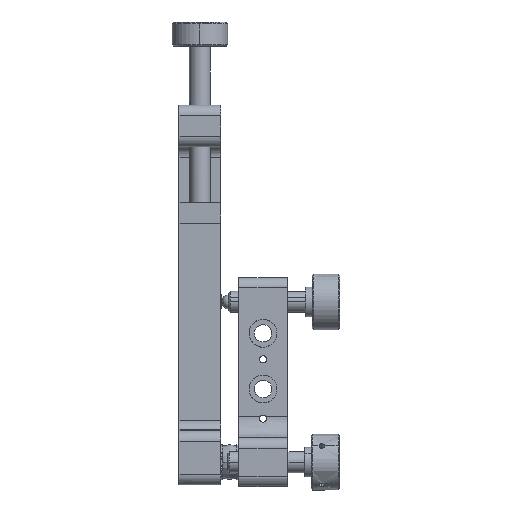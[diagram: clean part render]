
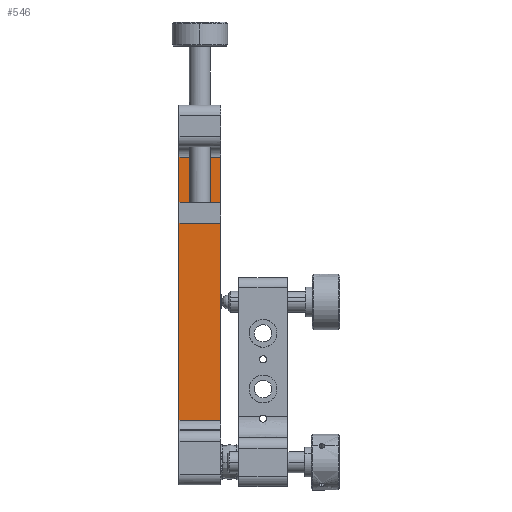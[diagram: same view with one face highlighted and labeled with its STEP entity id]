
A CAD part, left-side view. The second image highlights one B-rep face of the part: STEP entity #546.
In plain terms, the highlighted free-form (B-spline) face has degree [1, 1] with [2, 2] control points.
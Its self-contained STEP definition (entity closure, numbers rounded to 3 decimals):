
#546=ADVANCED_FACE('',(#1276),#26397,.T.);
#1276=FACE_OUTER_BOUND('',#2058,.T.);
#2058=EDGE_LOOP('',(#3411,#3412,#3413,#3414));
#3411=ORIENTED_EDGE('',*,*,#18574,.F.);
#3412=ORIENTED_EDGE('',*,*,#18609,.F.);
#3413=ORIENTED_EDGE('',*,*,#18528,.F.);
#3414=ORIENTED_EDGE('',*,*,#18498,.F.);
#7148=(
BOUNDED_CURVE()
B_SPLINE_CURVE(1,(#32498,#32499),.UNSPECIFIED.,.F.,.F.)
B_SPLINE_CURVE_WITH_KNOTS((2,2),(0.,12.),.UNSPECIFIED.)
CURVE()
GEOMETRIC_REPRESENTATION_ITEM()
RATIONAL_B_SPLINE_CURVE((1.,1.))
REPRESENTATION_ITEM('')
);
#7288=(
BOUNDED_CURVE()
B_SPLINE_CURVE(1,(#33241,#33242),.UNSPECIFIED.,.F.,.F.)
B_SPLINE_CURVE_WITH_KNOTS((2,2),(0.,12.),.UNSPECIFIED.)
CURVE()
GEOMETRIC_REPRESENTATION_ITEM()
RATIONAL_B_SPLINE_CURVE((1.,1.))
REPRESENTATION_ITEM('')
);
#8639=PCURVE('',#26883,#12679);
#8675=PCURVE('',#26394,#12715);
#8730=PCURVE('',#26396,#12770);
#8769=PCURVE('',#26886,#12809);
#8773=PCURVE('',#26397,#12813);
#8774=PCURVE('',#26397,#12814);
#8775=PCURVE('',#26397,#12815);
#8776=PCURVE('',#26397,#12816);
#12679=DEFINITIONAL_REPRESENTATION('',(#20699),#53334);
#12715=DEFINITIONAL_REPRESENTATION('',(#20733),#53334);
#12770=DEFINITIONAL_REPRESENTATION('',(#20779),#53334);
#12809=DEFINITIONAL_REPRESENTATION('',(#20800),#53334);
#12813=DEFINITIONAL_REPRESENTATION('',(#20804),#53334);
#12814=DEFINITIONAL_REPRESENTATION('',(#20805),#53334);
#12815=DEFINITIONAL_REPRESENTATION('',(#20806),#53334);
#12816=DEFINITIONAL_REPRESENTATION('',(#20807),#53334);
#16466=SURFACE_CURVE('',#7148,(#8639,#8776),.PCURVE_S1.);
#16496=SURFACE_CURVE('',#20732,(#8675,#8775),.PCURVE_S1.);
#16542=SURFACE_CURVE('',#20778,(#8730,#8773),.PCURVE_S1.);
#16577=SURFACE_CURVE('',#7288,(#8769,#8774),.PCURVE_S1.);
#18498=EDGE_CURVE('',#25207,#25208,#16466,.T.);
#18528=EDGE_CURVE('',#25208,#25232,#16496,.T.);
#18574=EDGE_CURVE('',#25272,#25207,#16542,.T.);
#18609=EDGE_CURVE('',#25232,#25272,#16577,.T.);
#20699=B_SPLINE_CURVE_WITH_KNOTS('',1,(#32500,#32501),.UNSPECIFIED.,.F.,
 .F.,(2,2),(0.,12.),.UNSPECIFIED.);
#20732=B_SPLINE_CURVE_WITH_KNOTS('',1,(#32678,#32679),.UNSPECIFIED.,.F.,
 .F.,(2,2),(0.,75.5),.UNSPECIFIED.);
#20733=B_SPLINE_CURVE_WITH_KNOTS('',1,(#32680,#32681),.UNSPECIFIED.,.F.,
 .F.,(2,2),(0.,75.5),.UNSPECIFIED.);
#20778=B_SPLINE_CURVE_WITH_KNOTS('',1,(#32993,#32994),.UNSPECIFIED.,.F.,
 .F.,(2,2),(0.,75.5),.UNSPECIFIED.);
#20779=B_SPLINE_CURVE_WITH_KNOTS('',1,(#32995,#32996),.UNSPECIFIED.,.F.,
 .F.,(2,2),(0.,75.5),.UNSPECIFIED.);
#20800=B_SPLINE_CURVE_WITH_KNOTS('',1,(#33243,#33244),.UNSPECIFIED.,.F.,
 .F.,(2,2),(0.,12.),.UNSPECIFIED.);
#20804=B_SPLINE_CURVE_WITH_KNOTS('',1,(#33251,#33252),.UNSPECIFIED.,.F.,
 .F.,(2,2),(0.,75.5),.UNSPECIFIED.);
#20805=B_SPLINE_CURVE_WITH_KNOTS('',1,(#33253,#33254),.UNSPECIFIED.,.F.,
 .F.,(2,2),(0.,12.),.UNSPECIFIED.);
#20806=B_SPLINE_CURVE_WITH_KNOTS('',1,(#33255,#33256),.UNSPECIFIED.,.F.,
 .F.,(2,2),(0.,75.5),.UNSPECIFIED.);
#20807=B_SPLINE_CURVE_WITH_KNOTS('',1,(#33257,#33258),.UNSPECIFIED.,.F.,
 .F.,(2,2),(0.,12.),.UNSPECIFIED.);
#25207=VERTEX_POINT('',#32145);
#25208=VERTEX_POINT('',#32146);
#25232=VERTEX_POINT('',#32170);
#25272=VERTEX_POINT('',#32210);
#26394=B_SPLINE_SURFACE_WITH_KNOTS('',1,1,((#31302,#31303),(#31304,#31305)),
 .UNSPECIFIED.,.F.,.F.,.F.,(2,2),(2,2),(0.,131.04),(0.,
87.84),.UNSPECIFIED.);
#26396=B_SPLINE_SURFACE_WITH_KNOTS('',1,1,((#31328,#31329),(#31330,#31331)),
 .UNSPECIFIED.,.F.,.F.,.F.,(2,2),(2,2),(-131.04,0.),(0.,
87.84),.UNSPECIFIED.);
#26397=B_SPLINE_SURFACE_WITH_KNOTS('',1,1,((#31350,#31351),(#31352,#31353)),
 .UNSPECIFIED.,.F.,.F.,.F.,(2,2),(2,2),(-14.64,0.),(-90.84,
0.),.UNSPECIFIED.);
#26883=(
BOUNDED_SURFACE()
B_SPLINE_SURFACE(1,2,((#31258,#31259,#31260,#31261,#31262,#31263,#31264,
#31265,#31266),(#31267,#31268,#31269,#31270,#31271,#31272,#31273,#31274,
#31275)),.UNSPECIFIED.,.F.,.F.,.F.)
B_SPLINE_SURFACE_WITH_KNOTS((2,2),(3,2,2,2,3),(0.,14.64),(0.,1.571,
3.142,4.712,6.283),.UNSPECIFIED.)
GEOMETRIC_REPRESENTATION_ITEM()
RATIONAL_B_SPLINE_SURFACE(((1.,0.707,1.,0.707,1.,
0.707,1.,0.707,1.),(1.,0.707,1.,0.707,
1.,0.707,1.,0.707,1.)))
REPRESENTATION_ITEM('')
SURFACE()
);
#26886=(
BOUNDED_SURFACE()
B_SPLINE_SURFACE(1,2,((#31332,#31333,#31334,#31335,#31336,#31337,#31338,
#31339,#31340),(#31341,#31342,#31343,#31344,#31345,#31346,#31347,#31348,
#31349)),.UNSPECIFIED.,.F.,.F.,.F.)
B_SPLINE_SURFACE_WITH_KNOTS((2,2),(3,2,2,2,3),(0.,14.64),(0.,1.571,
3.142,4.712,6.283),.UNSPECIFIED.)
GEOMETRIC_REPRESENTATION_ITEM()
RATIONAL_B_SPLINE_SURFACE(((1.,0.707,1.,0.707,1.,
0.707,1.,0.707,1.),(1.,0.707,1.,0.707,
1.,0.707,1.,0.707,1.)))
REPRESENTATION_ITEM('')
SURFACE()
);
#31258=CARTESIAN_POINT('',(2.385,-59.34,-16.901));
#31259=CARTESIAN_POINT('',(2.385,-59.34,-13.901));
#31260=CARTESIAN_POINT('',(5.385,-59.34,-13.901));
#31261=CARTESIAN_POINT('',(8.385,-59.34,-13.901));
#31262=CARTESIAN_POINT('',(8.385,-59.34,-16.901));
#31263=CARTESIAN_POINT('',(8.385,-59.34,-19.901));
#31264=CARTESIAN_POINT('',(5.385,-59.34,-19.901));
#31265=CARTESIAN_POINT('',(2.385,-59.34,-19.901));
#31266=CARTESIAN_POINT('',(2.385,-59.34,-16.901));
#31267=CARTESIAN_POINT('',(2.385,-44.7,-16.901));
#31268=CARTESIAN_POINT('',(2.385,-44.7,-13.901));
#31269=CARTESIAN_POINT('',(5.385,-44.7,-13.901));
#31270=CARTESIAN_POINT('',(8.385,-44.7,-13.901));
#31271=CARTESIAN_POINT('',(8.385,-44.7,-16.901));
#31272=CARTESIAN_POINT('',(8.385,-44.7,-19.901));
#31273=CARTESIAN_POINT('',(5.385,-44.7,-19.901));
#31274=CARTESIAN_POINT('',(2.385,-44.7,-19.901));
#31275=CARTESIAN_POINT('',(2.385,-44.7,-16.901));
#31302=CARTESIAN_POINT('',(-58.535,-58.02,12.619));
#31303=CARTESIAN_POINT('',(29.305,-58.02,12.619));
#31304=CARTESIAN_POINT('',(-58.535,-58.02,-118.421));
#31305=CARTESIAN_POINT('',(29.305,-58.02,-118.421));
#31328=CARTESIAN_POINT('',(-58.535,-46.02,-118.421));
#31329=CARTESIAN_POINT('',(29.305,-46.02,-118.421));
#31330=CARTESIAN_POINT('',(-58.535,-46.02,12.619));
#31331=CARTESIAN_POINT('',(29.305,-46.02,12.619));
#31332=CARTESIAN_POINT('',(2.385,-59.34,-92.401));
#31333=CARTESIAN_POINT('',(2.385,-59.34,-89.401));
#31334=CARTESIAN_POINT('',(5.385,-59.34,-89.401));
#31335=CARTESIAN_POINT('',(8.385,-59.34,-89.401));
#31336=CARTESIAN_POINT('',(8.385,-59.34,-92.401));
#31337=CARTESIAN_POINT('',(8.385,-59.34,-95.401));
#31338=CARTESIAN_POINT('',(5.385,-59.34,-95.401));
#31339=CARTESIAN_POINT('',(2.385,-59.34,-95.401));
#31340=CARTESIAN_POINT('',(2.385,-59.34,-92.401));
#31341=CARTESIAN_POINT('',(2.385,-44.7,-92.401));
#31342=CARTESIAN_POINT('',(2.385,-44.7,-89.401));
#31343=CARTESIAN_POINT('',(5.385,-44.7,-89.401));
#31344=CARTESIAN_POINT('',(8.385,-44.7,-89.401));
#31345=CARTESIAN_POINT('',(8.385,-44.7,-92.401));
#31346=CARTESIAN_POINT('',(8.385,-44.7,-95.401));
#31347=CARTESIAN_POINT('',(5.385,-44.7,-95.401));
#31348=CARTESIAN_POINT('',(2.385,-44.7,-95.401));
#31349=CARTESIAN_POINT('',(2.385,-44.7,-92.401));
#31350=CARTESIAN_POINT('',(8.385,-44.7,-100.071));
#31351=CARTESIAN_POINT('',(8.385,-44.7,-9.231));
#31352=CARTESIAN_POINT('',(8.385,-59.34,-100.071));
#31353=CARTESIAN_POINT('',(8.385,-59.34,-9.231));
#32145=CARTESIAN_POINT('',(8.385,-46.02,-16.901));
#32146=CARTESIAN_POINT('',(8.385,-58.02,-16.901));
#32170=CARTESIAN_POINT('',(8.385,-58.02,-92.401));
#32210=CARTESIAN_POINT('',(8.385,-46.02,-92.401));
#32498=CARTESIAN_POINT('',(8.385,-46.02,-16.901));
#32499=CARTESIAN_POINT('',(8.385,-58.02,-16.901));
#32500=CARTESIAN_POINT('',(13.32,3.142));
#32501=CARTESIAN_POINT('',(1.32,3.142));
#32678=CARTESIAN_POINT('',(8.385,-58.02,-16.901));
#32679=CARTESIAN_POINT('',(8.385,-58.02,-92.401));
#32680=CARTESIAN_POINT('',(29.52,66.92));
#32681=CARTESIAN_POINT('',(105.02,66.92));
#32993=CARTESIAN_POINT('',(8.385,-46.02,-92.401));
#32994=CARTESIAN_POINT('',(8.385,-46.02,-16.901));
#32995=CARTESIAN_POINT('',(-105.02,66.92));
#32996=CARTESIAN_POINT('',(-29.52,66.92));
#33241=CARTESIAN_POINT('',(8.385,-58.02,-92.401));
#33242=CARTESIAN_POINT('',(8.385,-46.02,-92.401));
#33243=CARTESIAN_POINT('',(1.32,3.142));
#33244=CARTESIAN_POINT('',(13.32,3.142));
#33251=CARTESIAN_POINT('',(-13.32,-83.17));
#33252=CARTESIAN_POINT('',(-13.32,-7.67));
#33253=CARTESIAN_POINT('',(-1.32,-83.17));
#33254=CARTESIAN_POINT('',(-13.32,-83.17));
#33255=CARTESIAN_POINT('',(-1.32,-7.67));
#33256=CARTESIAN_POINT('',(-1.32,-83.17));
#33257=CARTESIAN_POINT('',(-13.32,-7.67));
#33258=CARTESIAN_POINT('',(-1.32,-7.67));
#53334=(
GEOMETRIC_REPRESENTATION_CONTEXT(2)
PARAMETRIC_REPRESENTATION_CONTEXT()
REPRESENTATION_CONTEXT('pspace','')
);
